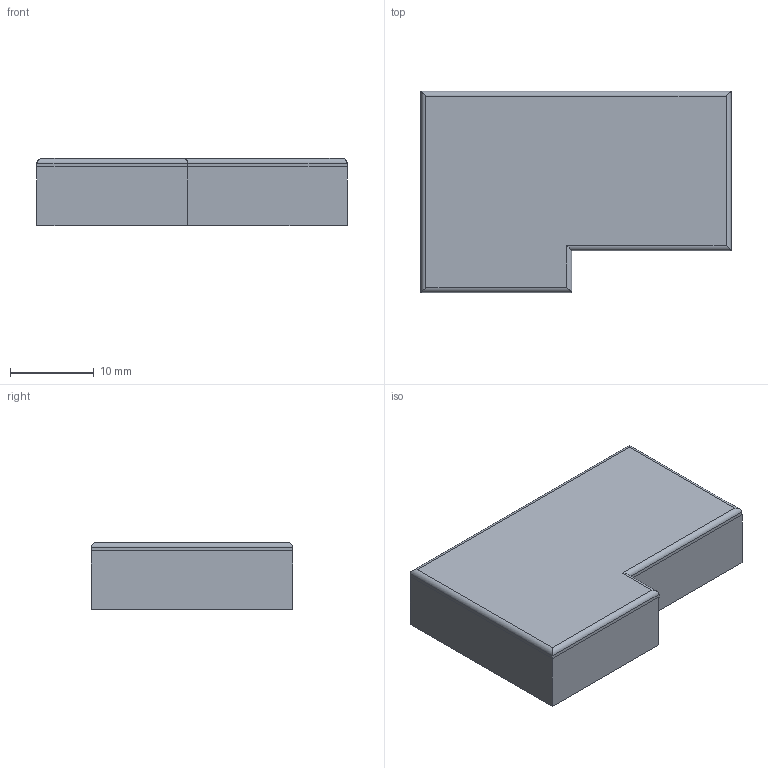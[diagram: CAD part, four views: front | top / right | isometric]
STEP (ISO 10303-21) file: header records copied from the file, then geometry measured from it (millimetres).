
FILE_DESCRIPTION(('FreeCAD Model'),'2;1');
FILE_NAME('Open CASCADE Shape Model','2024-08-10T22:12:54',(''),(''), 'Open CASCADE STEP processor 7.6','FreeCAD','Unknown');
FILE_SCHEMA(('AP242_MANAGED_MODEL_BASED_3D_ENGINEERING_MIM_LF. {1 0 10303 442 1 1 4 }'));
Length unit declared in the file: millimetre
Products named in the file (1): Fusion003
Bounding box: 37 x 24 x 8 mm (x, y, z)
Volume: 2771.9 mm3; surface area: 4067.6 mm2
Topology: 4 solids, 4 shells, 74 faces, 183 edges, 118 vertices
Faces by surface type: plane 65, cylinder 9
Full cylindrical faces by diameter (mm): 6.778 x3
Entity records: 4655 total; most frequent: CARTESIAN_POINT 862, DIRECTION 693, LINE 519, VECTOR 519, ORIENTED_EDGE 366, PCURVE 366, DEFINITIONAL_REPRESENTATION 366, EDGE_CURVE 183
